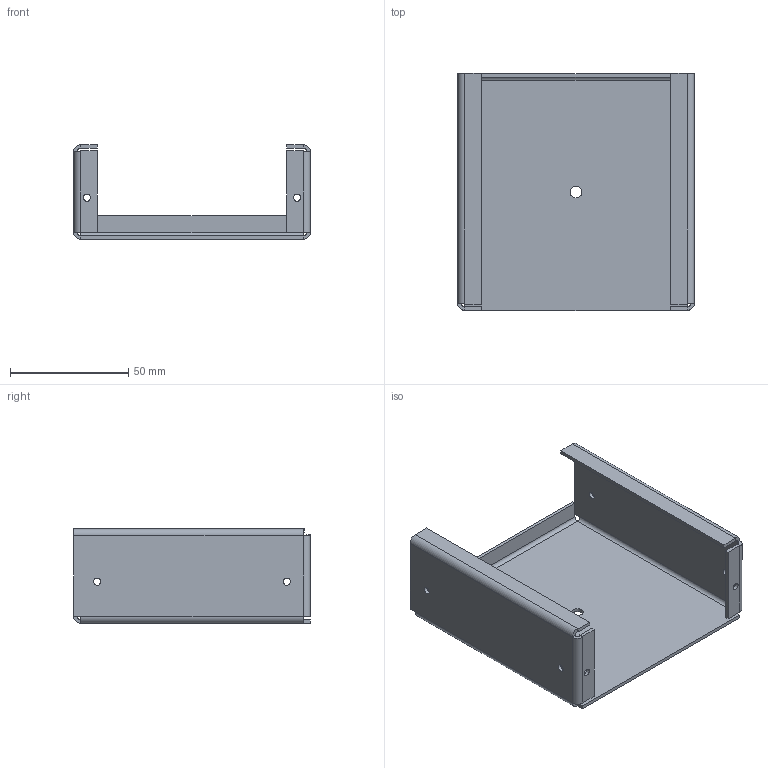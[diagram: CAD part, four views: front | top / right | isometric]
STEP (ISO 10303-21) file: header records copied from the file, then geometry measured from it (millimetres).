
FILE_DESCRIPTION(/* description */ (''),/* implementation_level */ '2;1');
FILE_NAME(/* name */ 'sheet metal v1.step',/* time_stamp */ '2024-06-26T18:28:37+05:30',/* author */ (''),/* organization */ (''),/* preprocessor_version */ 'ST-DEVELOPER v20',/* originating_system */ 'Autodesk Translation Framework v13.14.0.145',/* authorisation */ '');
FILE_SCHEMA (('AUTOMOTIVE_DESIGN { 1 0 10303 214 3 1 1 }'));
Length unit declared in the file: millimetre
Products named in the file (2): sheet metal; base
Assembly tree (1 placements, depth 2):
  sheet metal
    base
Bounding box: 100 x 100 x 40 mm (x, y, z)
Volume: 30118.4 mm3; surface area: 41245.7 mm2
Topology: 1 solids, 1 shells, 77 faces, 169 edges, 94 vertices
Faces by surface type: plane 56, cylinder 21
Full cylindrical faces by diameter (mm): 3 x6, 5 x1
Entity records: 2118 total; most frequent: DIRECTION 371, CARTESIAN_POINT 343, ORIENTED_EDGE 338, EDGE_CURVE 169, LINE 127, VECTOR 127, AXIS2_PLACEMENT_3D 122, VERTEX_POINT 94
